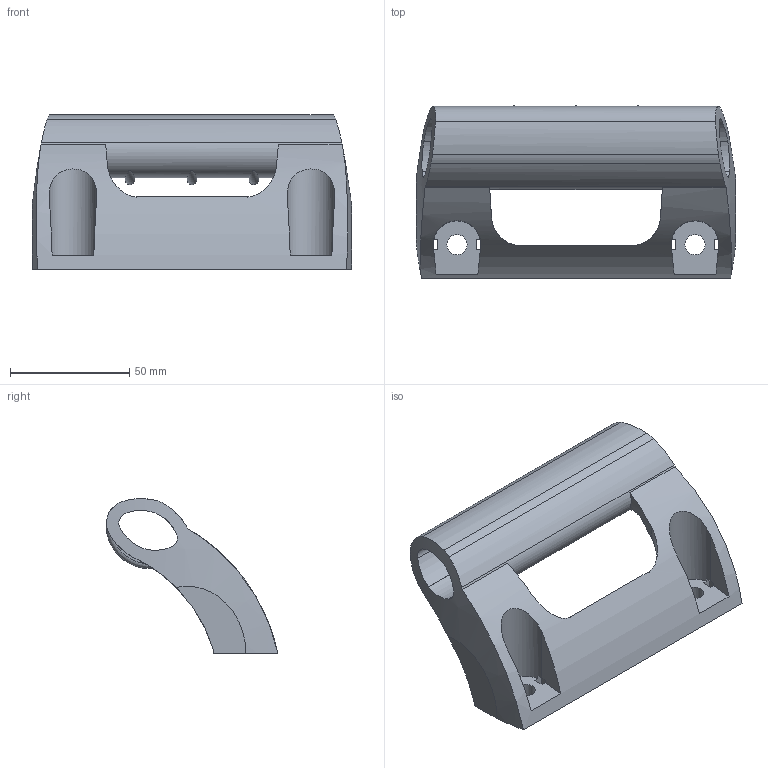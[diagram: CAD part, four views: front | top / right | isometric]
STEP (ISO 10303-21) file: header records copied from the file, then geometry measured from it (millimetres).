
FILE_DESCRIPTION(/* description */ ('STEP AP214'),/* implementation_level */ '2;1');
FILE_NAME(/* name */ '092009',/* time_stamp */ '2022-08-11T14:17:19+02:00',/* author */ ('License CC BY-ND 4.0'),/* organization */ ('CADENAS'),/* preprocessor_version */ 'ST-DEVELOPER v18.102',/* originating_system */ 'PARTsolutions',/* authorisation */ ' ');
FILE_SCHEMA (('AUTOMOTIVE_DESIGN {1 0 10303 214 3 1 1}'));
Length unit declared in the file: millimetre
Products named in the file (1): 092009
Bounding box: 134 x 72.2 x 65 mm (x, y, z)
Volume: 99482.1 mm3; surface area: 41542.6 mm2
Topology: 1 solids, 1 shells, 93 faces, 285 edges, 190 vertices
Faces by surface type: cylinder 45, plane 43, torus 5
Full cylindrical faces by diameter (mm): 8.5 x2
Entity records: 3474 total; most frequent: CARTESIAN_POINT 961, ORIENTED_EDGE 566, DIRECTION 457, EDGE_CURVE 283, VERTEX_POINT 190, AXIS2_PLACEMENT_3D 157, LINE 143, VECTOR 143
